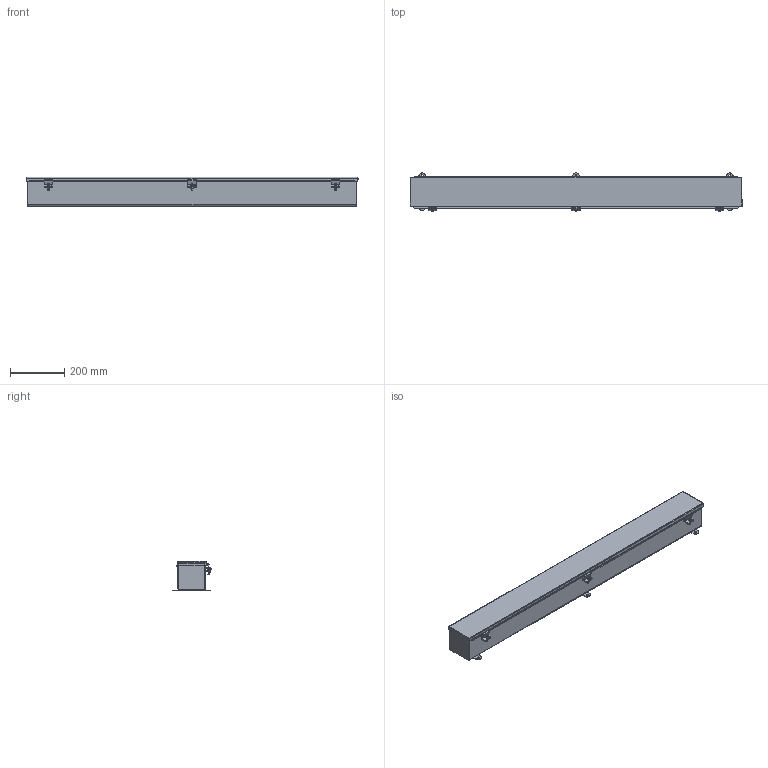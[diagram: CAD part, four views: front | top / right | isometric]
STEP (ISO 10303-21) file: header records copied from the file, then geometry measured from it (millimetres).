
FILE_DESCRIPTION (( 'STEP AP214' ), '1' );
FILE_NAME ('T4448CH.STEP', '2021-11-10T20:41:06', ( '' ), ( '' ), 'SwSTEP 2.0', 'SolidWorks 2021', '' );
FILE_SCHEMA (( 'AUTOMOTIVE_DESIGN' ));
Length unit declared in the file: inch
Products named in the file (1): T4448CH
Bounding box: 1227.14 x 142.11 x 108.78 mm (x, y, z)
Volume: 1187416.4 mm3; surface area: 1320142.6 mm2
Topology: 19 solids, 19 shells, 993 faces, 2812 edges, 1863 vertices
Faces by surface type: plane 486, cylinder 484, bspline 17, cone 6
Entity records: 46658 total; most frequent: CARTESIAN_POINT 6489, DIRECTION 5696, ORIENTED_EDGE 5624, EDGE_CURVE 2812, AXIS2_PLACEMENT_3D 1956, VERTEX_POINT 1863, VECTOR 1784, LINE 1784
